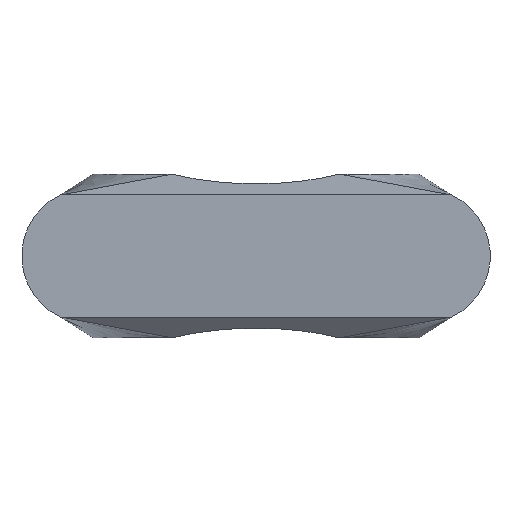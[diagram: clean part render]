
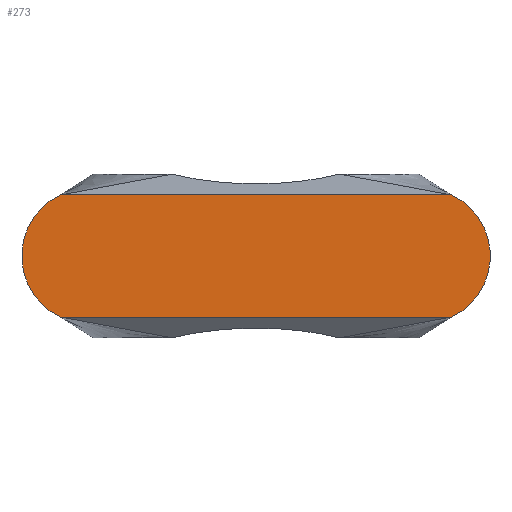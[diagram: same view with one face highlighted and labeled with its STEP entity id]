
A CAD part, front view. The second image highlights one B-rep face of the part: STEP entity #273.
In plain terms, the highlighted planar face has unit normal (0, -1, 0).
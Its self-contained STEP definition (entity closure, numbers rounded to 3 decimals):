
#122 = PLANE ( 'NONE',  #9496 ) ;
#273 = ADVANCED_FACE ( 'NONE', ( #4957 ), #122, .T. ) ;
#525 = DIRECTION ( 'NONE',  ( 1., 0., 0. ) ) ;
#615 = ORIENTED_EDGE ( 'NONE', *, *, #2438, .T. ) ;
#1138 = DIRECTION ( 'NONE',  ( 0., -1., 0. ) ) ;
#2438 = EDGE_CURVE ( 'NONE', #7465, #8339, #5414, .T. ) ;
#2709 = CARTESIAN_POINT ( 'NONE',  ( 30.34, -21.819, 0. ) ) ;
#3204 = AXIS2_PLACEMENT_3D ( 'NONE', #2709, #10215, #3772 ) ;
#3466 = ORIENTED_EDGE ( 'NONE', *, *, #8622, .T. ) ;
#3478 = CARTESIAN_POINT ( 'NONE',  ( -30.34, -21.819, 0. ) ) ;
#3772 = DIRECTION ( 'NONE',  ( 0., 0., -1. ) ) ;
#4307 = VERTEX_POINT ( 'NONE', #9666 ) ;
#4555 = DIRECTION ( 'NONE',  ( 0., 0., -1. ) ) ;
#4697 = CIRCLE ( 'NONE', #12172, 12.332 ) ;
#4957 = FACE_OUTER_BOUND ( 'NONE', #11409, .T. ) ;
#5414 = LINE ( 'NONE', #5570, #11121 ) ;
#5570 = CARTESIAN_POINT ( 'NONE',  ( 35.687, -21.819, 11.113 ) ) ;
#6293 = LINE ( 'NONE', #13613, #11988 ) ;
#6730 = DIRECTION ( 'NONE',  ( -1., 0., 0. ) ) ;
#6905 = ORIENTED_EDGE ( 'NONE', *, *, #9948, .T. ) ;
#7465 = VERTEX_POINT ( 'NONE', #9964 ) ;
#7581 = DIRECTION ( 'NONE',  ( 0., 0., -1. ) ) ;
#8277 = CARTESIAN_POINT ( 'NONE',  ( -35.687, -21.819, 11.112 ) ) ;
#8339 = VERTEX_POINT ( 'NONE', #8277 ) ;
#8366 = VERTEX_POINT ( 'NONE', #12565 ) ;
#8622 = EDGE_CURVE ( 'NONE', #8339, #4307, #4697, .T. ) ;
#8672 = CARTESIAN_POINT ( 'NONE',  ( -30.34, -21.819, 0. ) ) ;
#9496 = AXIS2_PLACEMENT_3D ( 'NONE', #8672, #1138, #7581 ) ;
#9666 = CARTESIAN_POINT ( 'NONE',  ( -35.687, -21.819, -11.112 ) ) ;
#9948 = EDGE_CURVE ( 'NONE', #8366, #7465, #13735, .T. ) ;
#9964 = CARTESIAN_POINT ( 'NONE',  ( 35.687, -21.819, 11.113 ) ) ;
#10215 = DIRECTION ( 'NONE',  ( 0., -1., 0. ) ) ;
#10993 = DIRECTION ( 'NONE',  ( 0., -1., 0. ) ) ;
#11121 = VECTOR ( 'NONE', #6730, 1000. ) ;
#11409 = EDGE_LOOP ( 'NONE', ( #3466, #12382, #6905, #615 ) ) ;
#11988 = VECTOR ( 'NONE', #525, 1000. ) ;
#12172 = AXIS2_PLACEMENT_3D ( 'NONE', #3478, #10993, #4555 ) ;
#12382 = ORIENTED_EDGE ( 'NONE', *, *, #13441, .T. ) ;
#12565 = CARTESIAN_POINT ( 'NONE',  ( 35.687, -21.819, -11.113 ) ) ;
#13441 = EDGE_CURVE ( 'NONE', #4307, #8366, #6293, .T. ) ;
#13613 = CARTESIAN_POINT ( 'NONE',  ( -35.687, -21.819, -11.112 ) ) ;
#13735 = CIRCLE ( 'NONE', #3204, 12.332 ) ;
